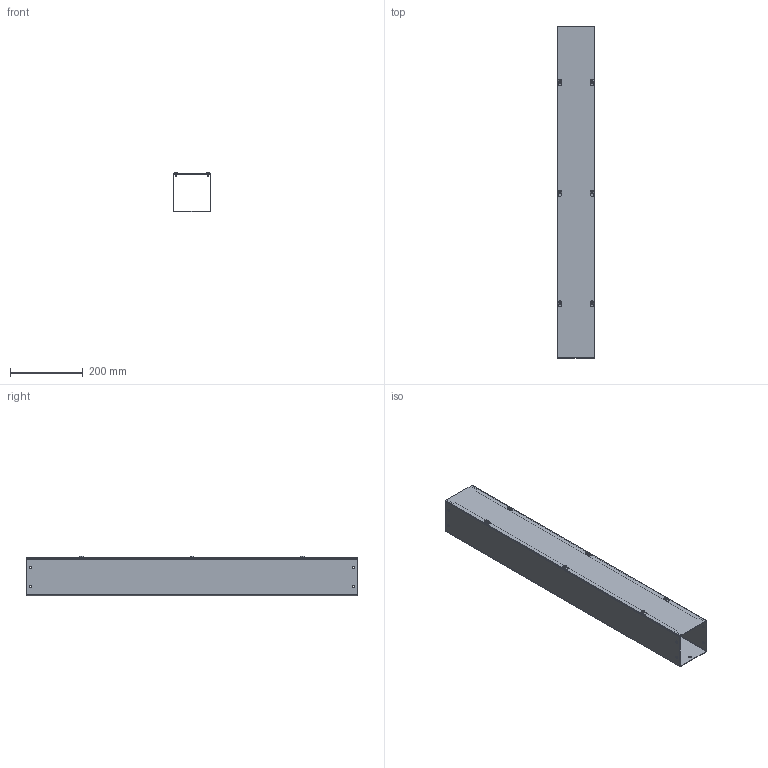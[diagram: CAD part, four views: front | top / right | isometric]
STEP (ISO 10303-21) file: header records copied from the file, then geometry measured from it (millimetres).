
FILE_DESCRIPTION (( 'STEP AP203' ), '1' );
FILE_NAME ('CWSC436NK.step', '2024-04-25T15:06:40', ( '' ), ( '' ), 'SwSTEP 2.0', 'SolidWorks 2023', '' );
FILE_SCHEMA (( 'CONFIG_CONTROL_DESIGN' ));
Length unit declared in the file: inch
Products named in the file (1): CWSC436NK
Bounding box: 104.5 x 914.4 x 108.94 mm (x, y, z)
Volume: 569556.1 mm3; surface area: 793131 mm2
Topology: 8 solids, 8 shells, 242 faces, 624 edges, 404 vertices
Faces by surface type: plane 118, cylinder 88, bspline 24, cone 12
Entity records: 8653 total; most frequent: CARTESIAN_POINT 2627, ORIENTED_EDGE 1248, DIRECTION 1226, EDGE_CURVE 624, AXIS2_PLACEMENT_3D 443, VERTEX_POINT 404, VECTOR 340, LINE 340
